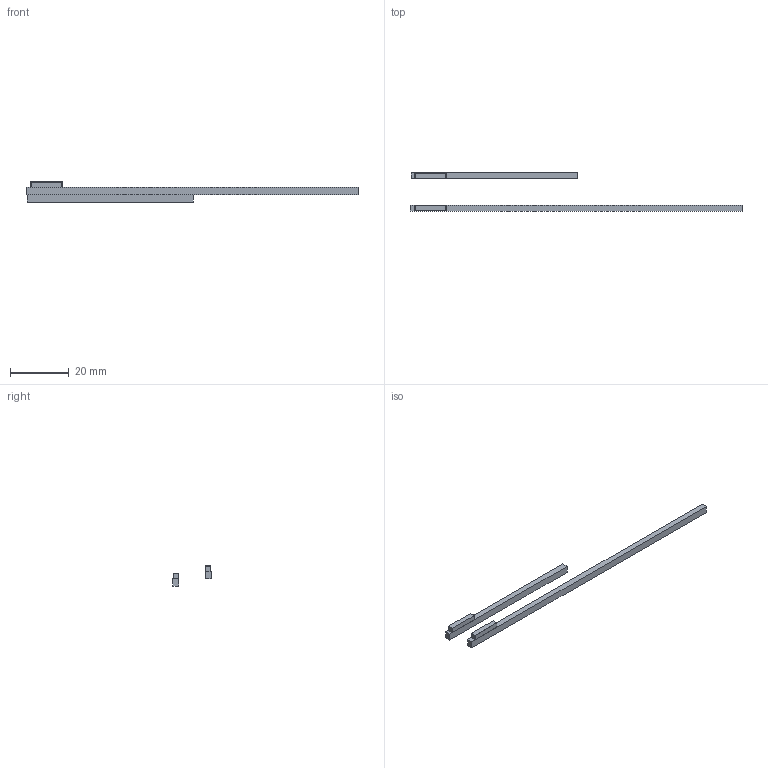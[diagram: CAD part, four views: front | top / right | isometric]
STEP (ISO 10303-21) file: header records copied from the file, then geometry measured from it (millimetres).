
FILE_DESCRIPTION(/* description */ (''),/* implementation_level */ '2;1');
FILE_NAME(/* name */ 'BUEC16~1',/* time_stamp */ '2025-09-11T15:20:43+02:00',/* author */ (''),/* organization */ (''),/* preprocessor_version */ 'ST-DEVELOPER v16.5',/* originating_system */ '',/* authorisation */ '');
FILE_SCHEMA (('CONFIG_CONTROL_DESIGN'));
Length unit declared in the file: millimetre
Products named in the file (1): Document
Bounding box: 113 x 13.06 x 6.84 mm (x, y, z)
Volume: 847.5 mm3; surface area: 1708.4 mm2
Topology: 2 solids, 4 shells, 64 faces, 122 edges, 66 vertices
Faces by surface type: bspline 32, plane 24, cylinder 8
Entity records: 1640 total; most frequent: CARTESIAN_POINT 743, ORIENTED_EDGE 242, EDGE_CURVE 122, B_SPLINE_CURVE_WITH_KNOTS 72, EDGE_LOOP 66, VERTEX_POINT 66, ADVANCED_FACE 64, FACE_OUTER_BOUND 64
